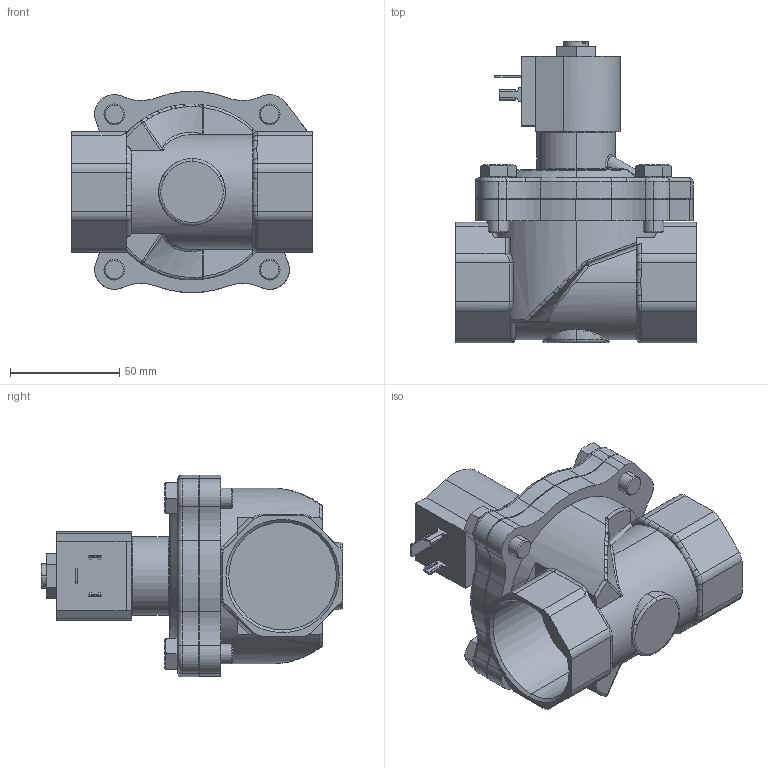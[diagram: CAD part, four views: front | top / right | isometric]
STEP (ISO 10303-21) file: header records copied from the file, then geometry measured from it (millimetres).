
FILE_DESCRIPTION (( 'STEP AP203' ), '1' );
FILE_NAME ('NS211YH16C7HJ2.step', '2025-12-15T20:35:56', ( '' ), ( '' ), 'SwSTEP 2.0', 'SolidWorks 2024', '' );
FILE_SCHEMA (( 'CONFIG_CONTROL_DESIGN' ));
Length unit declared in the file: inch
Products named in the file (1): NS211YH16C7HJ2
Bounding box: 109.98 x 137.76 x 92 mm (x, y, z)
Volume: 419936 mm3; surface area: 88030.9 mm2
Topology: 9 solids, 9 shells, 520 faces, 1311 edges, 836 vertices
Faces by surface type: plane 159, cylinder 158, bspline 82, torus 81, cone 31, sphere 9
Entity records: 22921 total; most frequent: CARTESIAN_POINT 10912, ORIENTED_EDGE 2610, DIRECTION 2376, EDGE_CURVE 1305, AXIS2_PLACEMENT_3D 963, VERTEX_POINT 833, EDGE_LOOP 570, CIRCLE 524
